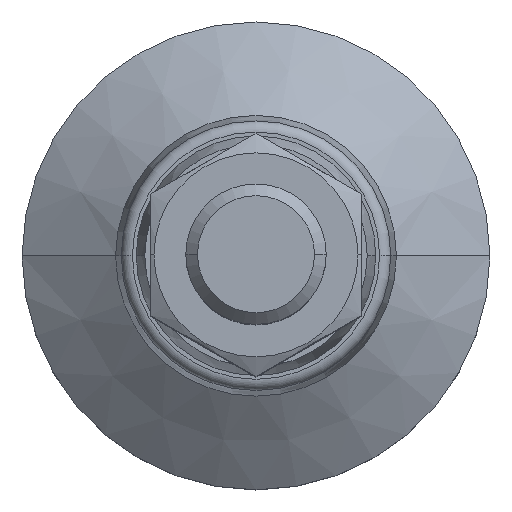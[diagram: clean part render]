
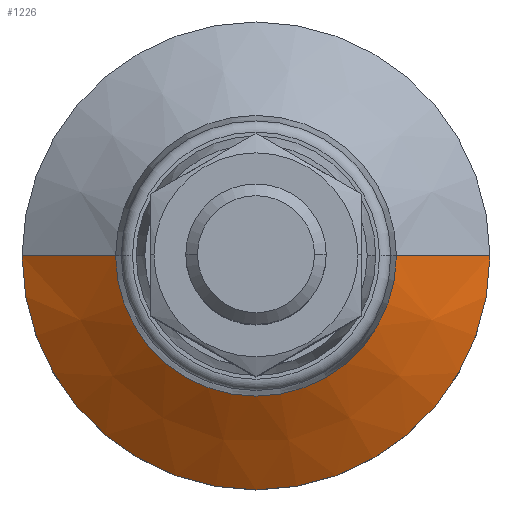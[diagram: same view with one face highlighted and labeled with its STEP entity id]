
A CAD part, top view. The second image highlights one B-rep face of the part: STEP entity #1226.
In plain terms, the highlighted conical face has half-angle 55.008 degrees and reference radius 0.5 mm.
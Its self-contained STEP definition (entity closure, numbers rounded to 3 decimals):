
#1168=CARTESIAN_POINT('',(0.375,0.,0.393));
#1169=VERTEX_POINT('',#1168);
#1177=CARTESIAN_POINT('',(-0.375,0.,0.393));
#1178=VERTEX_POINT('',#1177);
#1185=CARTESIAN_POINT('',(0.0,0.,0.393));
#1186=DIRECTION('',(0.0,0.0,1.0));
#1187=DIRECTION('',(1.0,0.0,0.0));
#1188=AXIS2_PLACEMENT_3D('',#1185,#1186,#1187);
#1189=CIRCLE('',#1188,0.375);
#1190=EDGE_CURVE('',#1178,#1169,#1189,.T.);
#1195=CARTESIAN_POINT('',(0.0,0.,0.306));
#1196=DIRECTION('',(0.0,0.,-1.0));
#1197=DIRECTION('',(1.0,0.0,0.0));
#1198=AXIS2_PLACEMENT_3D('',#1195,#1196,#1197);
#1199=CONICAL_SURFACE('',#1198,0.5,55.008);
#1200=CARTESIAN_POINT('',(0.625,0.0,0.218));
#1201=VERTEX_POINT('',#1200);
#1202=CARTESIAN_POINT('',(0.375,0.,0.393));
#1203=DIRECTION('',(0.819,0.,-0.573));
#1204=VECTOR('',#1203,0.305);
#1205=LINE('',#1202,#1204);
#1206=EDGE_CURVE('',#1169,#1201,#1205,.T.);
#1207=ORIENTED_EDGE('',*,*,#1206,.F.);
#1208=ORIENTED_EDGE('',*,*,#1190,.F.);
#1209=CARTESIAN_POINT('',(-0.625,0.,0.218));
#1210=VERTEX_POINT('',#1209);
#1211=CARTESIAN_POINT('',(-0.375,0.,0.393));
#1212=DIRECTION('',(-0.819,0.,-0.573));
#1213=VECTOR('',#1212,0.305);
#1214=LINE('',#1211,#1213);
#1215=EDGE_CURVE('',#1178,#1210,#1214,.T.);
#1216=ORIENTED_EDGE('',*,*,#1215,.T.);
#1217=CARTESIAN_POINT('',(0.0,0.0,0.218));
#1218=DIRECTION('',(0.0,0.0,1.0));
#1219=DIRECTION('',(1.0,0.0,0.0));
#1220=AXIS2_PLACEMENT_3D('',#1217,#1218,#1219);
#1221=CIRCLE('',#1220,0.625);
#1222=EDGE_CURVE('',#1210,#1201,#1221,.T.);
#1223=ORIENTED_EDGE('',*,*,#1222,.T.);
#1224=EDGE_LOOP('',(#1207,#1208,#1216,#1223));
#1225=FACE_OUTER_BOUND('',#1224,.T.);
#1226=ADVANCED_FACE('',(#1225),#1199,.T.);
